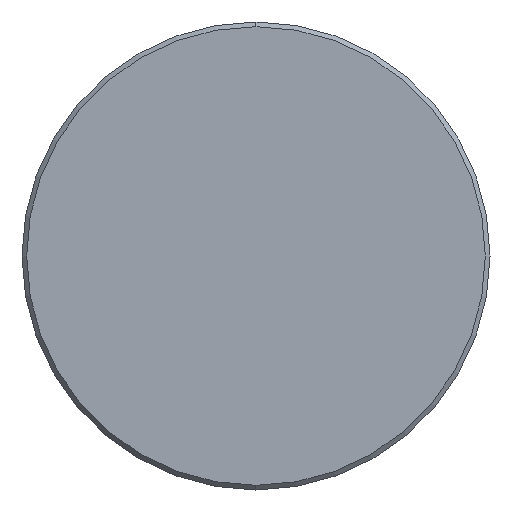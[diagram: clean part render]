
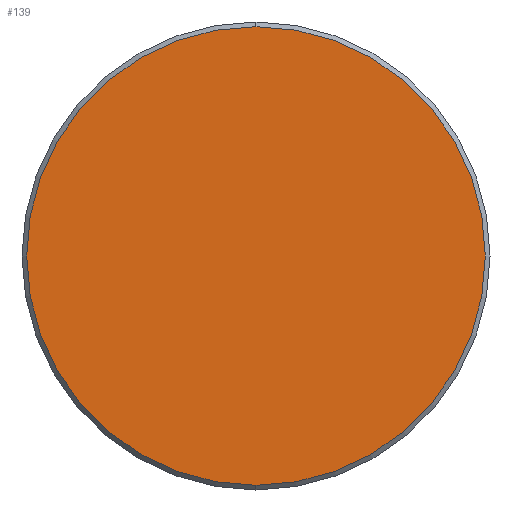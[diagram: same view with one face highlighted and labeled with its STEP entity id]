
A CAD part, left-side view. The second image highlights one B-rep face of the part: STEP entity #139.
In plain terms, the highlighted planar face has unit normal (-1, 0, 0).
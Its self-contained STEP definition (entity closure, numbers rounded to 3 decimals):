
#1 = EDGE_CURVE ( 'NONE', #759, #374, #456, .T. ) ;
#16 = AXIS2_PLACEMENT_3D ( 'NONE', #130, #387, #185 ) ;
#108 = AXIS2_PLACEMENT_3D ( 'NONE', #529, #415, #660 ) ;
#111 = CIRCLE ( 'NONE', #16, 14.7 ) ;
#130 = CARTESIAN_POINT ( 'NONE',  ( 0., 0., 0. ) ) ;
#139 = ADVANCED_FACE ( 'NONE', ( #403 ), #214, .F. ) ;
#185 = DIRECTION ( 'NONE',  ( 0., 0., 1. ) ) ;
#198 = ORIENTED_EDGE ( 'NONE', *, *, #484, .T. ) ;
#214 = PLANE ( 'NONE',  #748 ) ;
#249 = EDGE_LOOP ( 'NONE', ( #760, #198 ) ) ;
#276 = DIRECTION ( 'NONE',  ( 0., 0., -1. ) ) ;
#304 = CARTESIAN_POINT ( 'NONE',  ( 0., 0., 14.7 ) ) ;
#335 = DIRECTION ( 'NONE',  ( 1., 0., 0. ) ) ;
#347 = CARTESIAN_POINT ( 'NONE',  ( 0., 0., -14.7 ) ) ;
#374 = VERTEX_POINT ( 'NONE', #304 ) ;
#387 = DIRECTION ( 'NONE',  ( -1., 0., 0. ) ) ;
#403 = FACE_OUTER_BOUND ( 'NONE', #249, .T. ) ;
#415 = DIRECTION ( 'NONE',  ( -1., 0., 0. ) ) ;
#456 = CIRCLE ( 'NONE', #108, 14.7 ) ;
#484 = EDGE_CURVE ( 'NONE', #374, #759, #111, .T. ) ;
#529 = CARTESIAN_POINT ( 'NONE',  ( 0., 0., 0. ) ) ;
#604 = CARTESIAN_POINT ( 'NONE',  ( 0., 0., 0. ) ) ;
#660 = DIRECTION ( 'NONE',  ( 0., 0., 1. ) ) ;
#748 = AXIS2_PLACEMENT_3D ( 'NONE', #604, #335, #276 ) ;
#759 = VERTEX_POINT ( 'NONE', #347 ) ;
#760 = ORIENTED_EDGE ( 'NONE', *, *, #1, .T. ) ;
